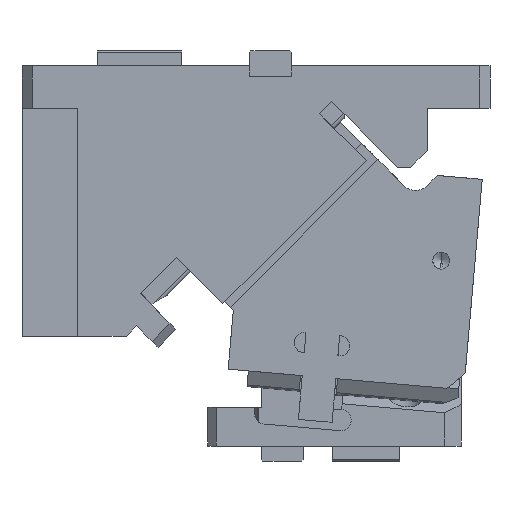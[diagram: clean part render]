
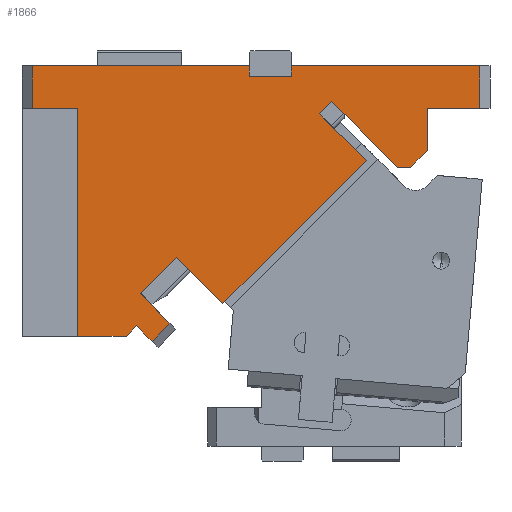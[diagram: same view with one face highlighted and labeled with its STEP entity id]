
A CAD part, front view. The second image highlights one B-rep face of the part: STEP entity #1866.
In plain terms, the highlighted planar face has unit normal (0, -1, 0).
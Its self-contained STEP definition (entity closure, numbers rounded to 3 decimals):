
#167=CARTESIAN_POINT('Vertex',(-181.026,-42.5,-46.119)) ;
#170=CARTESIAN_POINT('Line Origine',(-191.743,-42.5,-56.836)) ;
#174=CARTESIAN_POINT('Vertex',(-202.459,-42.5,-67.552)) ;
#256=CARTESIAN_POINT('Vertex',(-88.968,-42.5,45.939)) ;
#259=CARTESIAN_POINT('Line Origine',(-92.571,-42.5,42.336)) ;
#263=CARTESIAN_POINT('Vertex',(-96.174,-42.5,38.733)) ;
#793=CARTESIAN_POINT('Line Origine',(-266.39,-42.5,54.66)) ;
#797=CARTESIAN_POINT('Vertex',(-266.39,-42.5,67.16)) ;
#799=CARTESIAN_POINT('Vertex',(-266.39,-42.5,42.16)) ;
#828=CARTESIAN_POINT('Vertex',(-239.39,-42.5,42.16)) ;
#833=CARTESIAN_POINT('Line Origine',(-252.89,-42.5,42.16)) ;
#1065=CARTESIAN_POINT('Line Origine',(-202.14,-42.5,67.16)) ;
#1069=CARTESIAN_POINT('Vertex',(-137.89,-42.5,67.16)) ;
#1651=CARTESIAN_POINT('Vertex',(-210.776,-42.5,-92.84)) ;
#1654=CARTESIAN_POINT('Line Origine',(-225.083,-42.5,-92.84)) ;
#1658=CARTESIAN_POINT('Vertex',(-239.39,-42.5,-92.84)) ;
#1710=CARTESIAN_POINT('Line Origine',(-239.39,-42.5,-25.34)) ;
#1722=CARTESIAN_POINT('Axis2P3D Location',(0.,-42.5,0.)) ;
#1727=CARTESIAN_POINT('Line Origine',(-207.678,-42.5,-89.742)) ;
#1731=CARTESIAN_POINT('Vertex',(-204.58,-42.5,-86.644)) ;
#1734=CARTESIAN_POINT('Line Origine',(-199.984,-42.5,-91.24)) ;
#1738=CARTESIAN_POINT('Vertex',(-195.388,-42.5,-95.836)) ;
#1741=CARTESIAN_POINT('Line Origine',(-190.084,-42.5,-90.533)) ;
#1745=CARTESIAN_POINT('Vertex',(-184.781,-42.5,-85.229)) ;
#1748=CARTESIAN_POINT('Line Origine',(-193.62,-42.5,-76.391)) ;
#1753=CARTESIAN_POINT('Line Origine',(-167.238,-42.5,-59.908)) ;
#1757=CARTESIAN_POINT('Vertex',(-153.449,-42.5,-73.697)) ;
#1760=CARTESIAN_POINT('Line Origine',(-111.023,-42.5,-31.27)) ;
#1764=CARTESIAN_POINT('Vertex',(-68.596,-42.5,11.156)) ;
#1767=CARTESIAN_POINT('Line Origine',(-82.385,-42.5,24.945)) ;
#1772=CARTESIAN_POINT('Line Origine',(-69.579,-42.5,26.549)) ;
#1776=CARTESIAN_POINT('Vertex',(-50.189,-42.5,7.16)) ;
#1779=CARTESIAN_POINT('Line Origine',(-46.29,-42.5,7.16)) ;
#1783=CARTESIAN_POINT('Vertex',(-42.39,-42.5,7.16)) ;
#1786=CARTESIAN_POINT('Line Origine',(-37.39,-42.5,12.16)) ;
#1790=CARTESIAN_POINT('Vertex',(-32.39,-42.5,17.16)) ;
#1793=CARTESIAN_POINT('Line Origine',(-32.39,-42.5,29.66)) ;
#1797=CARTESIAN_POINT('Vertex',(-32.39,-42.5,42.16)) ;
#1800=CARTESIAN_POINT('Line Origine',(-16.89,-42.5,42.16)) ;
#1804=CARTESIAN_POINT('Vertex',(-1.39,-42.5,42.16)) ;
#1807=CARTESIAN_POINT('Line Origine',(-1.39,-42.5,54.66)) ;
#1811=CARTESIAN_POINT('Vertex',(-1.39,-42.5,67.16)) ;
#1814=CARTESIAN_POINT('Line Origine',(-57.14,-42.5,67.16)) ;
#1818=CARTESIAN_POINT('Vertex',(-112.89,-42.5,67.16)) ;
#1821=CARTESIAN_POINT('Line Origine',(-112.89,-42.5,64.16)) ;
#1825=CARTESIAN_POINT('Vertex',(-112.89,-42.5,61.16)) ;
#1828=CARTESIAN_POINT('Line Origine',(-125.39,-42.5,61.16)) ;
#1832=CARTESIAN_POINT('Vertex',(-137.89,-42.5,61.16)) ;
#1835=CARTESIAN_POINT('Line Origine',(-137.89,-42.5,64.16)) ;
#171=DIRECTION('Vector Direction',(0.707,0.,0.707)) ;
#260=DIRECTION('Vector Direction',(0.707,0.,0.707)) ;
#794=DIRECTION('Vector Direction',(0.,0.,-1.)) ;
#834=DIRECTION('Vector Direction',(-1.,0.,0.)) ;
#1066=DIRECTION('Vector Direction',(-1.,0.,0.)) ;
#1655=DIRECTION('Vector Direction',(-1.,0.,0.)) ;
#1711=DIRECTION('Vector Direction',(0.,0.,1.)) ;
#1723=DIRECTION('Axis2P3D Direction',(0.,1.,0.)) ;
#1724=DIRECTION('Axis2P3D XDirection',(0.,0.,1.)) ;
#1728=DIRECTION('Vector Direction',(0.707,0.,0.707)) ;
#1735=DIRECTION('Vector Direction',(0.707,0.,-0.707)) ;
#1742=DIRECTION('Vector Direction',(0.707,0.,0.707)) ;
#1749=DIRECTION('Vector Direction',(0.707,0.,-0.707)) ;
#1754=DIRECTION('Vector Direction',(0.707,0.,-0.707)) ;
#1761=DIRECTION('Vector Direction',(0.707,0.,0.707)) ;
#1768=DIRECTION('Vector Direction',(-0.707,0.,0.707)) ;
#1773=DIRECTION('Vector Direction',(-0.707,0.,0.707)) ;
#1780=DIRECTION('Vector Direction',(1.,0.,0.)) ;
#1787=DIRECTION('Vector Direction',(0.707,0.,0.707)) ;
#1794=DIRECTION('Vector Direction',(0.,0.,-1.)) ;
#1801=DIRECTION('Vector Direction',(-1.,0.,0.)) ;
#1808=DIRECTION('Vector Direction',(0.,0.,1.)) ;
#1815=DIRECTION('Vector Direction',(-1.,0.,0.)) ;
#1822=DIRECTION('Vector Direction',(0.,0.,1.)) ;
#1829=DIRECTION('Vector Direction',(-1.,0.,0.)) ;
#1836=DIRECTION('Vector Direction',(0.,0.,1.)) ;
#1725=AXIS2_PLACEMENT_3D('Plane Axis2P3D',#1722,#1723,#1724) ;
#1841=ORIENTED_EDGE('',*,*,#1660,.F.) ;
#1842=ORIENTED_EDGE('',*,*,#1733,.T.) ;
#1843=ORIENTED_EDGE('',*,*,#1740,.T.) ;
#1844=ORIENTED_EDGE('',*,*,#1747,.T.) ;
#1845=ORIENTED_EDGE('',*,*,#1752,.F.) ;
#1846=ORIENTED_EDGE('',*,*,#176,.T.) ;
#1847=ORIENTED_EDGE('',*,*,#1759,.T.) ;
#1848=ORIENTED_EDGE('',*,*,#1766,.T.) ;
#1849=ORIENTED_EDGE('',*,*,#1771,.T.) ;
#1850=ORIENTED_EDGE('',*,*,#265,.T.) ;
#1851=ORIENTED_EDGE('',*,*,#1778,.F.) ;
#1852=ORIENTED_EDGE('',*,*,#1785,.T.) ;
#1853=ORIENTED_EDGE('',*,*,#1792,.T.) ;
#1854=ORIENTED_EDGE('',*,*,#1799,.F.) ;
#1855=ORIENTED_EDGE('',*,*,#1806,.F.) ;
#1856=ORIENTED_EDGE('',*,*,#1813,.T.) ;
#1857=ORIENTED_EDGE('',*,*,#1820,.T.) ;
#1858=ORIENTED_EDGE('',*,*,#1827,.F.) ;
#1859=ORIENTED_EDGE('',*,*,#1834,.T.) ;
#1860=ORIENTED_EDGE('',*,*,#1839,.T.) ;
#1861=ORIENTED_EDGE('',*,*,#1071,.T.) ;
#1862=ORIENTED_EDGE('',*,*,#801,.T.) ;
#1863=ORIENTED_EDGE('',*,*,#837,.F.) ;
#1864=ORIENTED_EDGE('',*,*,#1714,.F.) ;
#172=VECTOR('Line Direction',#171,1.) ;
#261=VECTOR('Line Direction',#260,1.) ;
#795=VECTOR('Line Direction',#794,1.) ;
#835=VECTOR('Line Direction',#834,1.) ;
#1067=VECTOR('Line Direction',#1066,1.) ;
#1656=VECTOR('Line Direction',#1655,1.) ;
#1712=VECTOR('Line Direction',#1711,1.) ;
#1729=VECTOR('Line Direction',#1728,1.) ;
#1736=VECTOR('Line Direction',#1735,1.) ;
#1743=VECTOR('Line Direction',#1742,1.) ;
#1750=VECTOR('Line Direction',#1749,1.) ;
#1755=VECTOR('Line Direction',#1754,1.) ;
#1762=VECTOR('Line Direction',#1761,1.) ;
#1769=VECTOR('Line Direction',#1768,1.) ;
#1774=VECTOR('Line Direction',#1773,1.) ;
#1781=VECTOR('Line Direction',#1780,1.) ;
#1788=VECTOR('Line Direction',#1787,1.) ;
#1795=VECTOR('Line Direction',#1794,1.) ;
#1802=VECTOR('Line Direction',#1801,1.) ;
#1809=VECTOR('Line Direction',#1808,1.) ;
#1816=VECTOR('Line Direction',#1815,1.) ;
#1823=VECTOR('Line Direction',#1822,1.) ;
#1830=VECTOR('Line Direction',#1829,1.) ;
#1837=VECTOR('Line Direction',#1836,1.) ;
#1866=ADVANCED_FACE('CAM HOLDER',(#1865),#1726,.F.) ;
#176=EDGE_CURVE('',#175,#168,#173,.T.) ;
#265=EDGE_CURVE('',#264,#257,#262,.T.) ;
#801=EDGE_CURVE('',#798,#800,#796,.T.) ;
#837=EDGE_CURVE('',#829,#800,#836,.T.) ;
#1071=EDGE_CURVE('',#1070,#798,#1068,.T.) ;
#1660=EDGE_CURVE('',#1652,#1659,#1657,.T.) ;
#1714=EDGE_CURVE('',#1659,#829,#1713,.T.) ;
#1733=EDGE_CURVE('',#1652,#1732,#1730,.T.) ;
#1740=EDGE_CURVE('',#1732,#1739,#1737,.T.) ;
#1747=EDGE_CURVE('',#1739,#1746,#1744,.T.) ;
#1752=EDGE_CURVE('',#175,#1746,#1751,.T.) ;
#1759=EDGE_CURVE('',#168,#1758,#1756,.T.) ;
#1766=EDGE_CURVE('',#1758,#1765,#1763,.T.) ;
#1771=EDGE_CURVE('',#1765,#264,#1770,.T.) ;
#1778=EDGE_CURVE('',#1777,#257,#1775,.T.) ;
#1785=EDGE_CURVE('',#1777,#1784,#1782,.T.) ;
#1792=EDGE_CURVE('',#1784,#1791,#1789,.T.) ;
#1799=EDGE_CURVE('',#1798,#1791,#1796,.T.) ;
#1806=EDGE_CURVE('',#1805,#1798,#1803,.T.) ;
#1813=EDGE_CURVE('',#1805,#1812,#1810,.T.) ;
#1820=EDGE_CURVE('',#1812,#1819,#1817,.T.) ;
#1827=EDGE_CURVE('',#1826,#1819,#1824,.T.) ;
#1834=EDGE_CURVE('',#1826,#1833,#1831,.T.) ;
#1839=EDGE_CURVE('',#1833,#1070,#1838,.T.) ;
#1840=EDGE_LOOP('',(#1841,#1842,#1843,#1844,#1845,#1846,#1847,#1848,#1849,#1850,#1851,#1852,#1853,#1854,#1855,#1856,#1857,#1858,#1859,#1860,#1861,#1862,#1863,#1864)) ;
#1865=FACE_OUTER_BOUND('',#1840,.T.) ;
#173=LINE('Line',#170,#172) ;
#262=LINE('Line',#259,#261) ;
#796=LINE('Line',#793,#795) ;
#836=LINE('Line',#833,#835) ;
#1068=LINE('Line',#1065,#1067) ;
#1657=LINE('Line',#1654,#1656) ;
#1713=LINE('Line',#1710,#1712) ;
#1730=LINE('Line',#1727,#1729) ;
#1737=LINE('Line',#1734,#1736) ;
#1744=LINE('Line',#1741,#1743) ;
#1751=LINE('Line',#1748,#1750) ;
#1756=LINE('Line',#1753,#1755) ;
#1763=LINE('Line',#1760,#1762) ;
#1770=LINE('Line',#1767,#1769) ;
#1775=LINE('Line',#1772,#1774) ;
#1782=LINE('Line',#1779,#1781) ;
#1789=LINE('Line',#1786,#1788) ;
#1796=LINE('Line',#1793,#1795) ;
#1803=LINE('Line',#1800,#1802) ;
#1810=LINE('Line',#1807,#1809) ;
#1817=LINE('Line',#1814,#1816) ;
#1824=LINE('Line',#1821,#1823) ;
#1831=LINE('Line',#1828,#1830) ;
#1838=LINE('Line',#1835,#1837) ;
#1726=PLANE('Plane',#1725) ;
#168=VERTEX_POINT('',#167) ;
#175=VERTEX_POINT('',#174) ;
#257=VERTEX_POINT('',#256) ;
#264=VERTEX_POINT('',#263) ;
#798=VERTEX_POINT('',#797) ;
#800=VERTEX_POINT('',#799) ;
#829=VERTEX_POINT('',#828) ;
#1070=VERTEX_POINT('',#1069) ;
#1652=VERTEX_POINT('',#1651) ;
#1659=VERTEX_POINT('',#1658) ;
#1732=VERTEX_POINT('',#1731) ;
#1739=VERTEX_POINT('',#1738) ;
#1746=VERTEX_POINT('',#1745) ;
#1758=VERTEX_POINT('',#1757) ;
#1765=VERTEX_POINT('',#1764) ;
#1777=VERTEX_POINT('',#1776) ;
#1784=VERTEX_POINT('',#1783) ;
#1791=VERTEX_POINT('',#1790) ;
#1798=VERTEX_POINT('',#1797) ;
#1805=VERTEX_POINT('',#1804) ;
#1812=VERTEX_POINT('',#1811) ;
#1819=VERTEX_POINT('',#1818) ;
#1826=VERTEX_POINT('',#1825) ;
#1833=VERTEX_POINT('',#1832) ;
